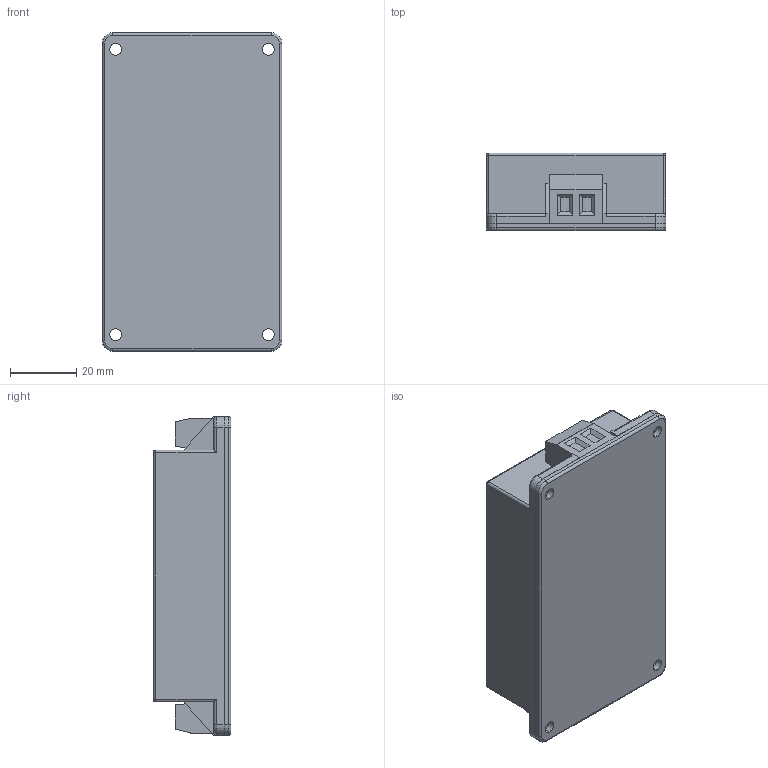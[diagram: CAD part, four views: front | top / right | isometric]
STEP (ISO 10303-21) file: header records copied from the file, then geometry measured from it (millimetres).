
FILE_DESCRIPTION (( 'STEP AP203' ), '1' );
FILE_NAME ('PSE15-215.STEP', '2011-10-11T14:37:40', ( '.adc' ), ( '' ), 'SwSTEP 2.0', 'SolidWorks 2011', '' );
FILE_SCHEMA (( 'CONFIG_CONTROL_DESIGN' ));
Length unit declared in the file: inch
Products named in the file (1): PSE15-215
Bounding box: 54.1 x 23.37 x 96.01 mm (x, y, z)
Volume: 105929 mm3; surface area: 29377.7 mm2
Topology: 2 solids, 2 shells, 369 faces, 969 edges, 630 vertices
Faces by surface type: plane 246, cylinder 62, cone 28, bspline 21, torus 8, sphere 4
Entity records: 12402 total; most frequent: CARTESIAN_POINT 3198, ORIENTED_EDGE 1930, DIRECTION 1797, EDGE_CURVE 965, VECTOR 739, LINE 739, VERTEX_POINT 630, AXIS2_PLACEMENT_3D 529
